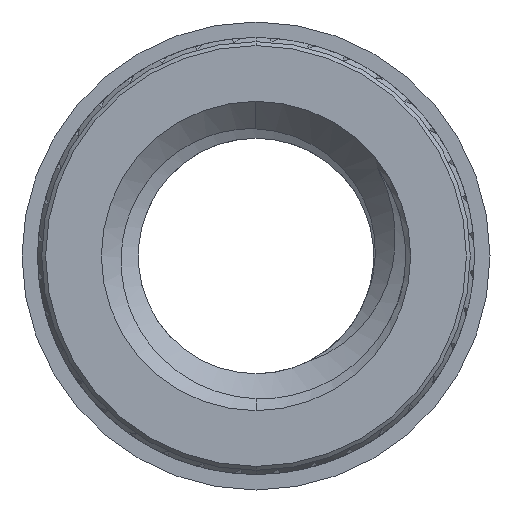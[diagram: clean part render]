
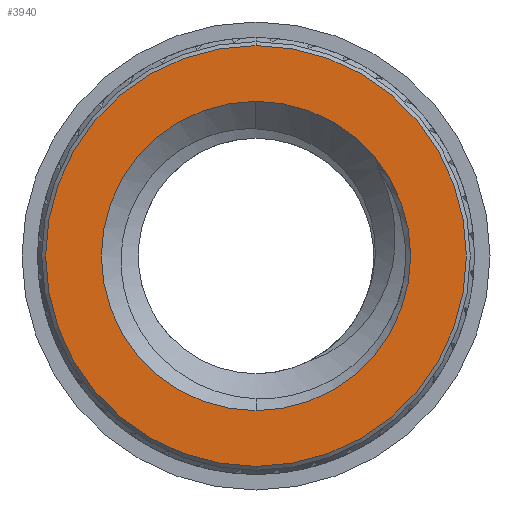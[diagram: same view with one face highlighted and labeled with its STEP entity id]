
A CAD part, front view. The second image highlights one B-rep face of the part: STEP entity #3940.
In plain terms, the highlighted planar face has unit normal (0, -1, 0).
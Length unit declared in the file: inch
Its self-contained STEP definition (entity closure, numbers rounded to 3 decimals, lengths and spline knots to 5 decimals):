
#270 = CARTESIAN_POINT ( 'NONE',  ( 0., -0.225, 0. ) ) ;
#1025 = CIRCLE ( 'NONE', #13543, 0.1335 ) ;
#1112 = FACE_OUTER_BOUND ( 'NONE', #7907, .T. ) ;
#1319 = DIRECTION ( 'NONE',  ( 0., 1., 0. ) ) ;
#1365 = PLANE ( 'NONE',  #8157 ) ;
#1719 = EDGE_LOOP ( 'NONE', ( #6944, #13567 ) ) ;
#2134 = AXIS2_PLACEMENT_3D ( 'NONE', #3264, #10986, #4395 ) ;
#2505 = DIRECTION ( 'NONE',  ( 0., 0., 1. ) ) ;
#3264 = CARTESIAN_POINT ( 'NONE',  ( 0., -0.225, 0. ) ) ;
#3307 = CIRCLE ( 'NONE', #7012, 0.1335 ) ;
#3926 = DIRECTION ( 'NONE',  ( 0., 1., 0. ) ) ;
#3940 = ADVANCED_FACE ( 'NONE', ( #9604, #1112 ), #1365, .F. ) ;
#4033 = ORIENTED_EDGE ( 'NONE', *, *, #7501, .F. ) ;
#4395 = DIRECTION ( 'NONE',  ( 0., 0., 1. ) ) ;
#4799 = CARTESIAN_POINT ( 'NONE',  ( 0., -0.225, -0.1335 ) ) ;
#4815 = VERTEX_POINT ( 'NONE', #11058 ) ;
#5120 = CARTESIAN_POINT ( 'NONE',  ( 0., -0.225, 0. ) ) ;
#5285 = EDGE_CURVE ( 'NONE', #8869, #4815, #8858, .T. ) ;
#5312 = ORIENTED_EDGE ( 'NONE', *, *, #12435, .F. ) ;
#5581 = CIRCLE ( 'NONE', #2134, 0.09814 ) ;
#5746 = VERTEX_POINT ( 'NONE', #10461 ) ;
#6239 = DIRECTION ( 'NONE',  ( 0., 0., 1. ) ) ;
#6273 = DIRECTION ( 'NONE',  ( 0., 1., 0. ) ) ;
#6791 = EDGE_CURVE ( 'NONE', #4815, #8869, #5581, .T. ) ;
#6944 = ORIENTED_EDGE ( 'NONE', *, *, #5285, .T. ) ;
#7012 = AXIS2_PLACEMENT_3D ( 'NONE', #10535, #3926, #11638 ) ;
#7501 = EDGE_CURVE ( 'NONE', #8531, #5746, #3307, .T. ) ;
#7907 = EDGE_LOOP ( 'NONE', ( #4033, #5312 ) ) ;
#8157 = AXIS2_PLACEMENT_3D ( 'NONE', #270, #1319, #2505 ) ;
#8531 = VERTEX_POINT ( 'NONE', #4799 ) ;
#8858 = CIRCLE ( 'NONE', #11874, 0.09814 ) ;
#8869 = VERTEX_POINT ( 'NONE', #14309 ) ;
#9604 = FACE_BOUND ( 'NONE', #1719, .T. ) ;
#10461 = CARTESIAN_POINT ( 'NONE',  ( 0., -0.225, 0.1335 ) ) ;
#10535 = CARTESIAN_POINT ( 'NONE',  ( 0., -0.225, 0. ) ) ;
#10986 = DIRECTION ( 'NONE',  ( 0., 1., 0. ) ) ;
#11058 = CARTESIAN_POINT ( 'NONE',  ( 0., -0.225, 0.09814 ) ) ;
#11638 = DIRECTION ( 'NONE',  ( 0., 0., 1. ) ) ;
#11874 = AXIS2_PLACEMENT_3D ( 'NONE', #12874, #6273, #13977 ) ;
#12435 = EDGE_CURVE ( 'NONE', #5746, #8531, #1025, .T. ) ;
#12842 = DIRECTION ( 'NONE',  ( 0., 1., 0. ) ) ;
#12874 = CARTESIAN_POINT ( 'NONE',  ( 0., -0.225, 0. ) ) ;
#13543 = AXIS2_PLACEMENT_3D ( 'NONE', #5120, #12842, #6239 ) ;
#13567 = ORIENTED_EDGE ( 'NONE', *, *, #6791, .T. ) ;
#13977 = DIRECTION ( 'NONE',  ( 0., 0., 1. ) ) ;
#14309 = CARTESIAN_POINT ( 'NONE',  ( 0., -0.225, -0.09814 ) ) ;
